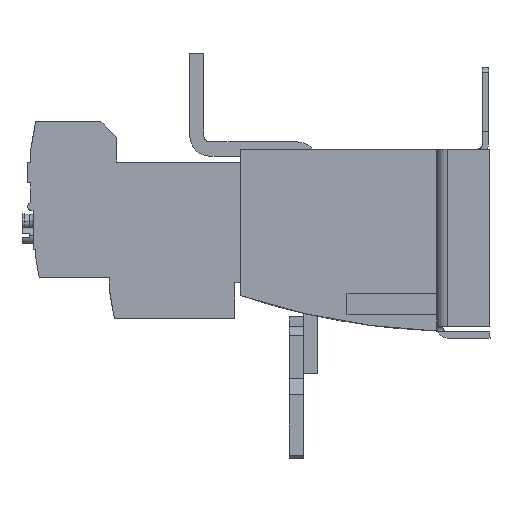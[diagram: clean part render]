
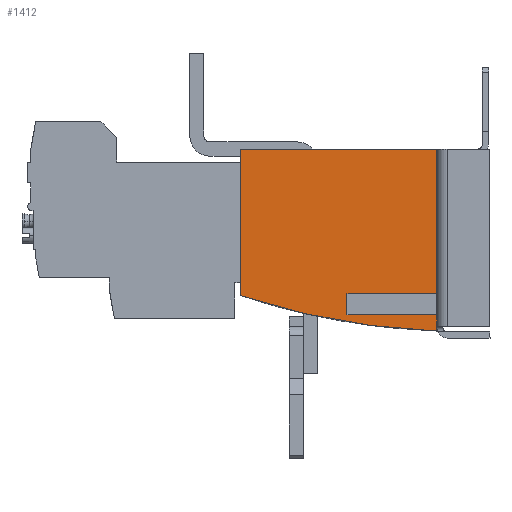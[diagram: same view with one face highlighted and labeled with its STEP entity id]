
A CAD part, left-side view. The second image highlights one B-rep face of the part: STEP entity #1412.
In plain terms, the highlighted planar face has unit normal (-1, 0, 0).
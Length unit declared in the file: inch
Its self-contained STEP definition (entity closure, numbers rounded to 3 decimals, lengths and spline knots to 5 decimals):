
#412 = DIRECTION ( 'NONE',  ( 0., -1., 0. ) ) ;
#598 = EDGE_CURVE ( 'NONE', #6014, #6404, #14936, .T. ) ;
#627 = DIRECTION ( 'NONE',  ( 0., 0., 1. ) ) ;
#1115 = ORIENTED_EDGE ( 'NONE', *, *, #598, .T. ) ;
#1412 = ADVANCED_FACE ( 'NONE', ( #15052 ), #7212, .T. ) ;
#1416 = VECTOR ( 'NONE', #13690, 39.37008 ) ;
#1425 = VECTOR ( 'NONE', #412, 39.37008 ) ;
#1484 = ORIENTED_EDGE ( 'NONE', *, *, #6583, .T. ) ;
#1686 = CARTESIAN_POINT ( 'NONE',  ( 0.01969, -0.05906, 0.11811 ) ) ;
#2264 = CARTESIAN_POINT ( 'NONE',  ( 0.01969, -0.05906, 0.74016 ) ) ;
#2488 = VERTEX_POINT ( 'NONE', #13253 ) ;
#2562 = EDGE_CURVE ( 'NONE', #2488, #6014, #10995, .T. ) ;
#2579 = AXIS2_PLACEMENT_3D ( 'NONE', #3128, #7466, #5987 ) ;
#2841 = EDGE_CURVE ( 'NONE', #3771, #2488, #17130, .T. ) ;
#3038 = CARTESIAN_POINT ( 'NONE',  ( 0.01969, 3.20866, 0.70866 ) ) ;
#3128 = CARTESIAN_POINT ( 'NONE',  ( 0.01969, -0.50484, 11.92072 ) ) ;
#3771 = VERTEX_POINT ( 'NONE', #2264 ) ;
#4166 = CARTESIAN_POINT ( 'NONE',  ( 0.01969, -0.05906, 0.38583 ) ) ;
#4352 = ORIENTED_EDGE ( 'NONE', *, *, #13998, .T. ) ;
#4369 = VERTEX_POINT ( 'NONE', #9425 ) ;
#4487 = CARTESIAN_POINT ( 'NONE',  ( 0.01969, 3.20866, 3.14961 ) ) ;
#4743 = CARTESIAN_POINT ( 'NONE',  ( 0.01969, 1.43701, 0.74016 ) ) ;
#5260 = EDGE_CURVE ( 'NONE', #9043, #3771, #12357, .T. ) ;
#5332 = EDGE_LOOP ( 'NONE', ( #12649, #7398, #16550, #1115, #1484, #4352, #10012, #14709 ) ) ;
#5571 = CARTESIAN_POINT ( 'NONE',  ( 0.01969, -0.05906, 3.14961 ) ) ;
#5879 = VECTOR ( 'NONE', #13217, 39.37008 ) ;
#5987 = DIRECTION ( 'NONE',  ( 0., 0., 1. ) ) ;
#6014 = VERTEX_POINT ( 'NONE', #11072 ) ;
#6349 = VERTEX_POINT ( 'NONE', #4166 ) ;
#6404 = VERTEX_POINT ( 'NONE', #3038 ) ;
#6583 = EDGE_CURVE ( 'NONE', #6404, #12628, #7586, .T. ) ;
#6651 = VECTOR ( 'NONE', #10793, 39.37008 ) ;
#7055 = LINE ( 'NONE', #14801, #6651 ) ;
#7175 = LINE ( 'NONE', #1686, #15419 ) ;
#7212 = PLANE ( 'NONE',  #15282 ) ;
#7398 = ORIENTED_EDGE ( 'NONE', *, *, #2841, .T. ) ;
#7414 = EDGE_CURVE ( 'NONE', #4369, #9043, #13237, .T. ) ;
#7466 = DIRECTION ( 'NONE',  ( -1., 0., 0. ) ) ;
#7586 = CIRCLE ( 'NONE', #2579, 11.81102 ) ;
#7597 = EDGE_CURVE ( 'NONE', #6349, #4369, #7055, .T. ) ;
#7929 = CARTESIAN_POINT ( 'NONE',  ( 0.01969, 1.43701, 0.38583 ) ) ;
#8440 = DIRECTION ( 'NONE',  ( 0., 0., 1. ) ) ;
#9043 = VERTEX_POINT ( 'NONE', #10613 ) ;
#9425 = CARTESIAN_POINT ( 'NONE',  ( 0.01969, 1.43701, 0.38583 ) ) ;
#9572 = CARTESIAN_POINT ( 'NONE',  ( 0.01969, -0.50484, 11.92072 ) ) ;
#10012 = ORIENTED_EDGE ( 'NONE', *, *, #7597, .T. ) ;
#10613 = CARTESIAN_POINT ( 'NONE',  ( 0.01969, 1.43701, 0.74016 ) ) ;
#10793 = DIRECTION ( 'NONE',  ( 0., 1., 0. ) ) ;
#10877 = DIRECTION ( 'NONE',  ( -1., 0., 0. ) ) ;
#10944 = DIRECTION ( 'NONE',  ( 0., 0., -1. ) ) ;
#10995 = LINE ( 'NONE', #5571, #1416 ) ;
#11072 = CARTESIAN_POINT ( 'NONE',  ( 0.01969, 3.20866, 3.14961 ) ) ;
#12357 = LINE ( 'NONE', #4743, #1425 ) ;
#12489 = VECTOR ( 'NONE', #14380, 39.37008 ) ;
#12628 = VERTEX_POINT ( 'NONE', #15718 ) ;
#12649 = ORIENTED_EDGE ( 'NONE', *, *, #5260, .T. ) ;
#13217 = DIRECTION ( 'NONE',  ( 0., 0., 1. ) ) ;
#13237 = LINE ( 'NONE', #7929, #12489 ) ;
#13253 = CARTESIAN_POINT ( 'NONE',  ( 0.01969, -0.05906, 3.14961 ) ) ;
#13477 = CARTESIAN_POINT ( 'NONE',  ( 0.01969, -0.05906, 0.74016 ) ) ;
#13690 = DIRECTION ( 'NONE',  ( 0., 1., 0. ) ) ;
#13745 = VECTOR ( 'NONE', #10944, 39.37008 ) ;
#13998 = EDGE_CURVE ( 'NONE', #12628, #6349, #7175, .T. ) ;
#14380 = DIRECTION ( 'NONE',  ( 0., 0., 1. ) ) ;
#14709 = ORIENTED_EDGE ( 'NONE', *, *, #7414, .T. ) ;
#14801 = CARTESIAN_POINT ( 'NONE',  ( 0.01969, -0.05906, 0.38583 ) ) ;
#14936 = LINE ( 'NONE', #4487, #13745 ) ;
#15052 = FACE_OUTER_BOUND ( 'NONE', #5332, .T. ) ;
#15282 = AXIS2_PLACEMENT_3D ( 'NONE', #9572, #10877, #8440 ) ;
#15419 = VECTOR ( 'NONE', #627, 39.37008 ) ;
#15718 = CARTESIAN_POINT ( 'NONE',  ( 0.01969, -0.05906, 0.11811 ) ) ;
#16550 = ORIENTED_EDGE ( 'NONE', *, *, #2562, .T. ) ;
#17130 = LINE ( 'NONE', #13477, #5879 ) ;
